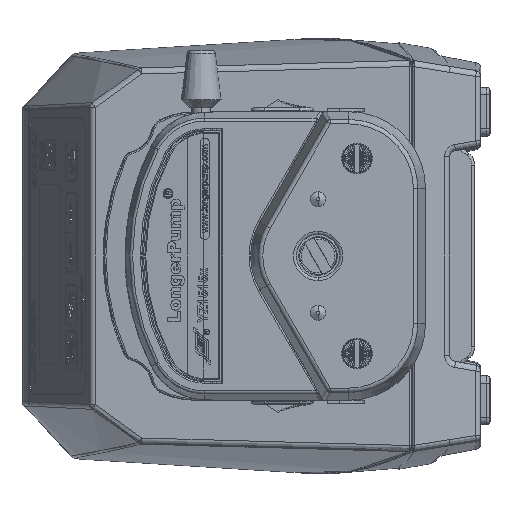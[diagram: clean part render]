
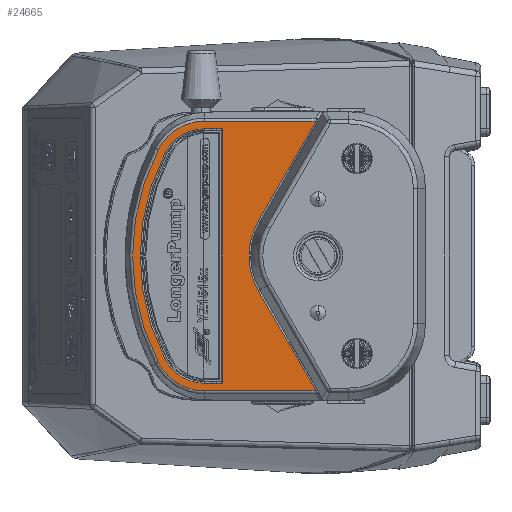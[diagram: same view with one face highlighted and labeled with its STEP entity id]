
A CAD part, left-side view. The second image highlights one B-rep face of the part: STEP entity #24665.
In plain terms, the highlighted planar face has unit normal (-1, 0, 0).
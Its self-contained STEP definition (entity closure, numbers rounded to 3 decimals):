
#21 = DIRECTION ( 'NONE',  ( -1., 0., 0. ) ) ;
#1111 = DIRECTION ( 'NONE',  ( 0., 0., 1. ) ) ;
#1552 = ORIENTED_EDGE ( 'NONE', *, *, #21396, .T. ) ;
#4343 = LINE ( 'NONE', #63982, #5920 ) ;
#4871 = DIRECTION ( 'NONE',  ( -1., 0., 0. ) ) ;
#5920 = VECTOR ( 'NONE', #28590, 1000. ) ;
#6076 = DIRECTION ( 'NONE',  ( 1., 0., 0. ) ) ;
#7092 = CIRCLE ( 'NONE', #25618, 14.455 ) ;
#8414 = CARTESIAN_POINT ( 'NONE',  ( -159.3, 79.96, 41.455 ) ) ;
#9910 = AXIS2_PLACEMENT_3D ( 'NONE', #45901, #85101, #36610 ) ;
#11821 = CIRCLE ( 'NONE', #54705, 75.955 ) ;
#13232 = VERTEX_POINT ( 'NONE', #68388 ) ;
#13869 = EDGE_CURVE ( 'NONE', #32201, #92259, #77930, .T. ) ;
#16134 = VERTEX_POINT ( 'NONE', #92677 ) ;
#17101 = ORIENTED_EDGE ( 'NONE', *, *, #80589, .T. ) ;
#17934 = FACE_BOUND ( 'NONE', #21003, .T. ) ;
#19911 = DIRECTION ( 'NONE',  ( -1., 0., 0. ) ) ;
#21003 = EDGE_LOOP ( 'NONE', ( #17101, #76649, #72930, #1552, #36576, #61096 ) ) ;
#21096 = CARTESIAN_POINT ( 'NONE',  ( -159.3, 74., -40.955 ) ) ;
#21223 = VERTEX_POINT ( 'NONE', #63702 ) ;
#21396 = EDGE_CURVE ( 'NONE', #92259, #90086, #71485, .T. ) ;
#21604 = CARTESIAN_POINT ( 'NONE',  ( -159.3, 79.96, 27. ) ) ;
#21947 = DIRECTION ( 'NONE',  ( 0., -1., 0. ) ) ;
#23018 = CARTESIAN_POINT ( 'NONE',  ( -159.3, 62.419, -11.5 ) ) ;
#23055 = DIRECTION ( 'NONE',  ( 0., -0.5, 0.866 ) ) ;
#23082 = EDGE_CURVE ( 'NONE', #23896, #21223, #72068, .T. ) ;
#23896 = VERTEX_POINT ( 'NONE', #52041 ) ;
#24665 = ADVANCED_FACE ( 'NONE', ( #94425, #17934 ), #107593, .T. ) ;
#25618 = AXIS2_PLACEMENT_3D ( 'NONE', #78721, #112338, #84380 ) ;
#27333 = CARTESIAN_POINT ( 'NONE',  ( -159.3, 82.915, 22. ) ) ;
#28590 = DIRECTION ( 'NONE',  ( 0., 1., 0. ) ) ;
#30055 = VERTEX_POINT ( 'NONE', #44667 ) ;
#30095 = EDGE_CURVE ( 'NONE', #96499, #32201, #72019, .T. ) ;
#30222 = VECTOR ( 'NONE', #64026, 1000. ) ;
#30451 = VERTEX_POINT ( 'NONE', #34806 ) ;
#30673 = DIRECTION ( 'NONE',  ( 0., -1., 0. ) ) ;
#32201 = VERTEX_POINT ( 'NONE', #8414 ) ;
#34806 = CARTESIAN_POINT ( 'NONE',  ( -159.3, 95.035, -34.759 ) ) ;
#35220 = ORIENTED_EDGE ( 'NONE', *, *, #72600, .T. ) ;
#36076 = AXIS2_PLACEMENT_3D ( 'NONE', #106900, #6076, #106814 ) ;
#36576 = ORIENTED_EDGE ( 'NONE', *, *, #93984, .T. ) ;
#36610 = DIRECTION ( 'NONE',  ( 0., 0., 1. ) ) ;
#36708 = EDGE_CURVE ( 'NONE', #46901, #23896, #91974, .T. ) ;
#38566 = DIRECTION ( 'NONE',  ( 0., 0., 1. ) ) ;
#42396 = EDGE_CURVE ( 'NONE', #16134, #46901, #114544, .T. ) ;
#42679 = VERTEX_POINT ( 'NONE', #90785 ) ;
#43703 = AXIS2_PLACEMENT_3D ( 'NONE', #54372, #110328, #54301 ) ;
#43935 = CARTESIAN_POINT ( 'NONE',  ( -159.3, 62.419, -11.5 ) ) ;
#44667 = CARTESIAN_POINT ( 'NONE',  ( -159.3, 79.96, -43.955 ) ) ;
#45901 = CARTESIAN_POINT ( 'NONE',  ( -159.3, 79.96, 27. ) ) ;
#46901 = VERTEX_POINT ( 'NONE', #87340 ) ;
#47381 = CARTESIAN_POINT ( 'NONE',  ( -159.3, 74., -41.455 ) ) ;
#49137 = LINE ( 'NONE', #23018, #30222 ) ;
#50377 = CARTESIAN_POINT ( 'NONE',  ( -159.3, 27.5, 0. ) ) ;
#50447 = AXIS2_PLACEMENT_3D ( 'NONE', #27333, #19911, #38566 ) ;
#52041 = CARTESIAN_POINT ( 'NONE',  ( -159.3, 79.96, 43.955 ) ) ;
#54301 = DIRECTION ( 'NONE',  ( 0., 0., 1. ) ) ;
#54372 = CARTESIAN_POINT ( 'NONE',  ( -159.3, 79.96, -27. ) ) ;
#54705 = AXIS2_PLACEMENT_3D ( 'NONE', #50377, #21, #65249 ) ;
#56351 = CARTESIAN_POINT ( 'NONE',  ( -159.3, 92.812, 33.615 ) ) ;
#56569 = CARTESIAN_POINT ( 'NONE',  ( -159.3, 82.915, 43.955 ) ) ;
#57606 = ORIENTED_EDGE ( 'NONE', *, *, #104845, .T. ) ;
#61096 = ORIENTED_EDGE ( 'NONE', *, *, #112552, .T. ) ;
#61873 = ORIENTED_EDGE ( 'NONE', *, *, #73142, .T. ) ;
#62346 = CARTESIAN_POINT ( 'NONE',  ( -159.3, 82.915, -43.955 ) ) ;
#63702 = CARTESIAN_POINT ( 'NONE',  ( -159.3, 95.035, 34.759 ) ) ;
#63982 = CARTESIAN_POINT ( 'NONE',  ( -159.3, 79.96, -41.455 ) ) ;
#64026 = DIRECTION ( 'NONE',  ( 0., 0.5, 0.866 ) ) ;
#64078 = CARTESIAN_POINT ( 'NONE',  ( -159.3, 42.949, 45.222 ) ) ;
#65249 = DIRECTION ( 'NONE',  ( 0., 0., 1. ) ) ;
#65836 = DIRECTION ( 'NONE',  ( 0., 0., -1. ) ) ;
#66908 = VECTOR ( 'NONE', #21947, 1000. ) ;
#68388 = CARTESIAN_POINT ( 'NONE',  ( -159.3, 43.681, -43.955 ) ) ;
#68875 = VECTOR ( 'NONE', #88239, 1000. ) ;
#69184 = EDGE_CURVE ( 'NONE', #76669, #16134, #84028, .T. ) ;
#69383 = CARTESIAN_POINT ( 'NONE',  ( -159.3, 79.96, -41.455 ) ) ;
#69468 = VERTEX_POINT ( 'NONE', #69383 ) ;
#70217 = ORIENTED_EDGE ( 'NONE', *, *, #69184, .T. ) ;
#71485 = LINE ( 'NONE', #21096, #108904 ) ;
#71491 = EDGE_LOOP ( 'NONE', ( #35220, #57606, #106954, #61873, #70217, #106350, #108797, #94959 ) ) ;
#71906 = CARTESIAN_POINT ( 'NONE',  ( -159.3, 27.5, 0. ) ) ;
#71938 = AXIS2_PLACEMENT_3D ( 'NONE', #71906, #73720, #103575 ) ;
#72019 = CIRCLE ( 'NONE', #9910, 14.455 ) ;
#72068 = CIRCLE ( 'NONE', #87795, 16.955 ) ;
#72349 = CARTESIAN_POINT ( 'NONE',  ( -159.3, 74.5, 41.455 ) ) ;
#72600 = EDGE_CURVE ( 'NONE', #21223, #30451, #11821, .T. ) ;
#72930 = ORIENTED_EDGE ( 'NONE', *, *, #13869, .T. ) ;
#73142 = EDGE_CURVE ( 'NONE', #13232, #76669, #49137, .T. ) ;
#73720 = DIRECTION ( 'NONE',  ( 1., 0., 0. ) ) ;
#76649 = ORIENTED_EDGE ( 'NONE', *, *, #30095, .T. ) ;
#76669 = VERTEX_POINT ( 'NONE', #43935 ) ;
#77930 = LINE ( 'NONE', #72349, #66908 ) ;
#78721 = CARTESIAN_POINT ( 'NONE',  ( -159.3, 79.96, -27. ) ) ;
#80589 = EDGE_CURVE ( 'NONE', #42679, #96499, #84096, .T. ) ;
#81087 = LINE ( 'NONE', #62346, #89602 ) ;
#83358 = CARTESIAN_POINT ( 'NONE',  ( -159.3, 74., 41.455 ) ) ;
#84028 = CIRCLE ( 'NONE', #36076, 23. ) ;
#84096 = CIRCLE ( 'NONE', #71938, 73.455 ) ;
#84380 = DIRECTION ( 'NONE',  ( 0., 0., 1. ) ) ;
#85101 = DIRECTION ( 'NONE',  ( 1., 0., 0. ) ) ;
#85131 = VECTOR ( 'NONE', #23055, 1000. ) ;
#87340 = CARTESIAN_POINT ( 'NONE',  ( -159.3, 43.681, 43.955 ) ) ;
#87795 = AXIS2_PLACEMENT_3D ( 'NONE', #21604, #4871, #1111 ) ;
#88239 = DIRECTION ( 'NONE',  ( 0., 1., 0. ) ) ;
#89602 = VECTOR ( 'NONE', #30673, 1000. ) ;
#90086 = VERTEX_POINT ( 'NONE', #47381 ) ;
#90785 = CARTESIAN_POINT ( 'NONE',  ( -159.3, 92.812, -33.615 ) ) ;
#91974 = LINE ( 'NONE', #56569, #68875 ) ;
#92259 = VERTEX_POINT ( 'NONE', #83358 ) ;
#92677 = CARTESIAN_POINT ( 'NONE',  ( -159.3, 62.419, 11.5 ) ) ;
#93984 = EDGE_CURVE ( 'NONE', #90086, #69468, #4343, .T. ) ;
#94425 = FACE_OUTER_BOUND ( 'NONE', #71491, .T. ) ;
#94959 = ORIENTED_EDGE ( 'NONE', *, *, #23082, .T. ) ;
#96499 = VERTEX_POINT ( 'NONE', #56351 ) ;
#96595 = CIRCLE ( 'NONE', #43703, 16.955 ) ;
#103575 = DIRECTION ( 'NONE',  ( 0., 0., 1. ) ) ;
#104845 = EDGE_CURVE ( 'NONE', #30451, #30055, #96595, .T. ) ;
#106350 = ORIENTED_EDGE ( 'NONE', *, *, #42396, .T. ) ;
#106814 = DIRECTION ( 'NONE',  ( 0., 0., 1. ) ) ;
#106900 = CARTESIAN_POINT ( 'NONE',  ( -159.3, 42.5, 0. ) ) ;
#106954 = ORIENTED_EDGE ( 'NONE', *, *, #115379, .T. ) ;
#107593 = PLANE ( 'NONE',  #50447 ) ;
#108797 = ORIENTED_EDGE ( 'NONE', *, *, #36708, .T. ) ;
#108904 = VECTOR ( 'NONE', #65836, 1000. ) ;
#110328 = DIRECTION ( 'NONE',  ( -1., 0., 0. ) ) ;
#112338 = DIRECTION ( 'NONE',  ( 1., 0., 0. ) ) ;
#112552 = EDGE_CURVE ( 'NONE', #69468, #42679, #7092, .T. ) ;
#114544 = LINE ( 'NONE', #64078, #85131 ) ;
#115379 = EDGE_CURVE ( 'NONE', #30055, #13232, #81087, .T. ) ;
